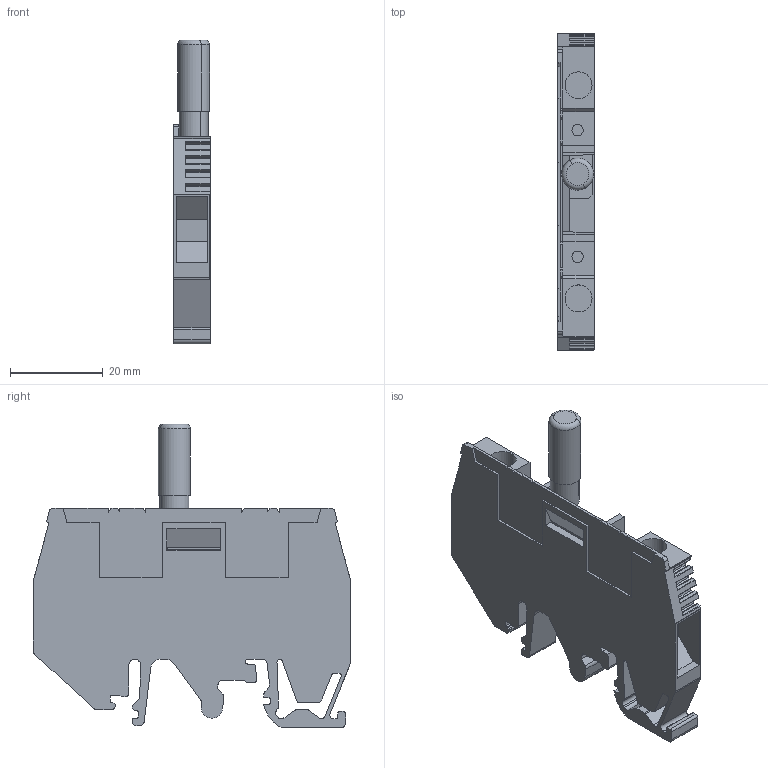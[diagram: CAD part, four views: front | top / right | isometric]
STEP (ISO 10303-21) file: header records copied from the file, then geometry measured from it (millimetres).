
FILE_DESCRIPTION(('CATIA V5 STEP Exchange','CAx-IF Rec.Pracs.--- Model Styling and Organization---1.4--- 2014-01-23'),'2;1');
FILE_NAME ('D1451288_0', '2020-03-02T13:57:18+00:00', ('none'), ('Weidmueller'), 'CATIA Version 5-6 Release 2016 SP3 HF44', 'CATIA V5 STEP AP214', 'none');
FILE_SCHEMA(('AUTOMOTIVE_DESIGN { 1 0 10303 214 1 1 1 1 }'));
Length unit declared in the file: millimetre
Products named in the file (1): 1345280000_WTL_6-1-TNSC-EN
Bounding box: 7.9 x 68.5 x 65.6 mm (x, y, z)
Volume: 15392.6 mm3; surface area: 10628.2 mm2
Topology: 3 solids, 3 shells, 388 faces, 1158 edges, 789 vertices
Faces by surface type: plane 283, cylinder 85, extrusion 12, cone 6, torus 2
Entity records: 12697 total; most frequent: CARTESIAN_POINT 2655, ORIENTED_EDGE 2316, DIRECTION 1677, EDGE_CURVE 1158, VECTOR 870, LINE 858, VERTEX_POINT 789, AXIS2_PLACEMENT_3D 492
